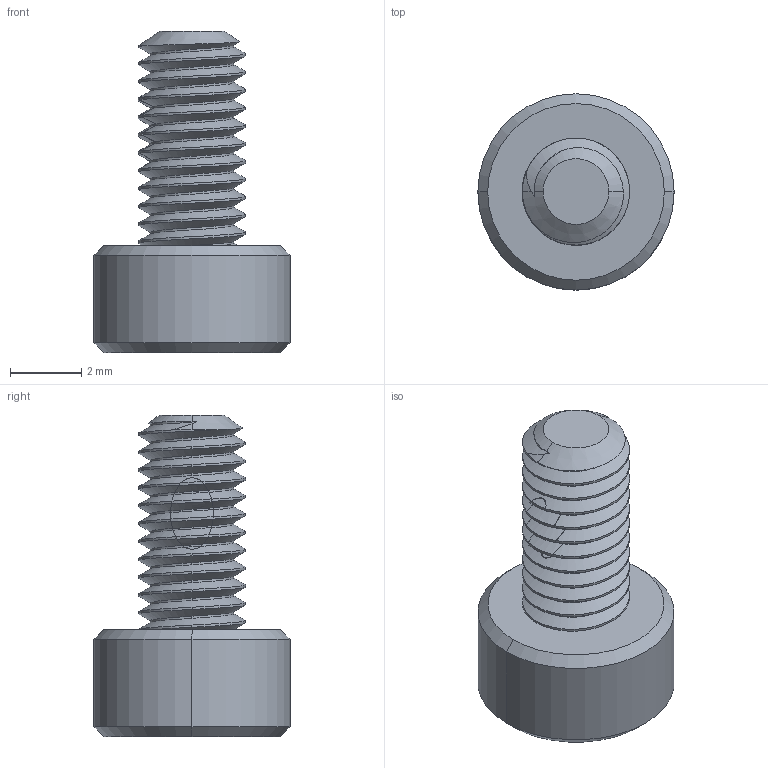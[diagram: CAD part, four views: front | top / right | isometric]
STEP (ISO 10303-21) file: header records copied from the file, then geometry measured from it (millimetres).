
FILE_DESCRIPTION (( 'STEP AP214' ), '1' );
FILE_NAME ('93705A813_18-8 Stainless Steel Thread-Locking Socket Head Screw.STEP', '2022-09-16T18:19:04', ( '' ), ( '' ), 'SwSTEP 2.0', 'SolidWorks 2022', '' );
FILE_SCHEMA (( 'AUTOMOTIVE_DESIGN' ));
Length unit declared in the file: millimetre
Products named in the file (1): 93705A813_18-8 Stainless Steel Thread-Locking Socket Head Screw
Bounding box: 5.5 x 5.5 x 9 mm (x, y, z)
Volume: 93.3 mm3; surface area: 193.9 mm2
Topology: 1 solids, 1 shells, 104 faces, 282 edges, 182 vertices
Faces by surface type: cylinder 60, bspline 20, cone 14, plane 10
Entity records: 7544 total; most frequent: CARTESIAN_POINT 5425, ORIENTED_EDGE 564, EDGE_CURVE 282, DIRECTION 280, VERTEX_POINT 182, AXIS2_PLACEMENT_3D 108, EDGE_LOOP 106, B_SPLINE_CURVE_WITH_KNOTS 105
